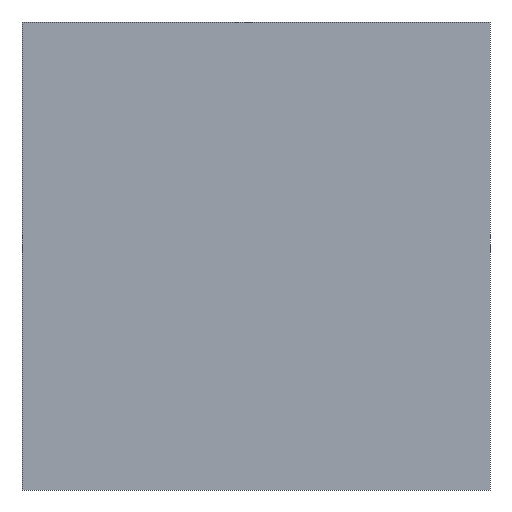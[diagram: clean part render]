
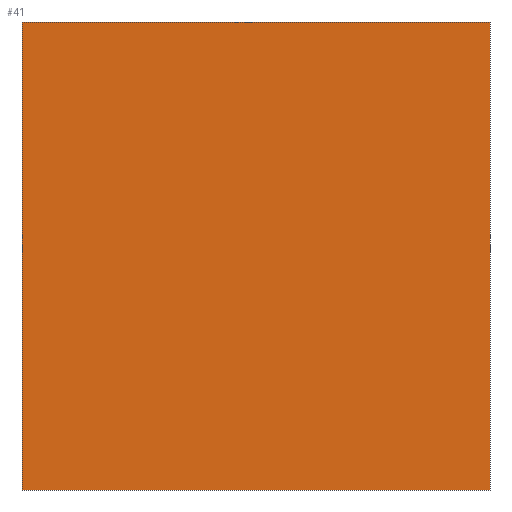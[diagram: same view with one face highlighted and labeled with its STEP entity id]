
A CAD part, front view. The second image highlights one B-rep face of the part: STEP entity #41.
In plain terms, the highlighted planar face has unit normal (0, -1, 0).
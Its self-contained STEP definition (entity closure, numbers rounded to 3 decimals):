
#3 = CARTESIAN_POINT ( 'NONE',  ( 0., 0., -609.6 ) ) ;
#4 = EDGE_CURVE ( 'NONE', #145, #231, #153, .T. ) ;
#8 = EDGE_LOOP ( 'NONE', ( #187, #185, #226, #210 ) ) ;
#22 = DIRECTION ( 'NONE',  ( 0., 0., -1. ) ) ;
#31 = CARTESIAN_POINT ( 'NONE',  ( 0., 0., 0. ) ) ;
#32 = DIRECTION ( 'NONE',  ( 0., 0., 1. ) ) ;
#34 = EDGE_CURVE ( 'NONE', #94, #275, #99, .T. ) ;
#41 = ADVANCED_FACE ( 'NONE', ( #236 ), #217, .T. ) ;
#59 = CARTESIAN_POINT ( 'NONE',  ( 609.6, 0., -609.6 ) ) ;
#66 = AXIS2_PLACEMENT_3D ( 'NONE', #3, #194, #22 ) ;
#94 = VERTEX_POINT ( 'NONE', #232 ) ;
#99 = LINE ( 'NONE', #260, #121 ) ;
#113 = LINE ( 'NONE', #115, #131 ) ;
#115 = CARTESIAN_POINT ( 'NONE',  ( 0., 0., 0. ) ) ;
#121 = VECTOR ( 'NONE', #257, 1000. ) ;
#131 = VECTOR ( 'NONE', #158, 1000. ) ;
#145 = VERTEX_POINT ( 'NONE', #59 ) ;
#148 = CARTESIAN_POINT ( 'NONE',  ( 0., 0., -609.6 ) ) ;
#153 = LINE ( 'NONE', #245, #157 ) ;
#157 = VECTOR ( 'NONE', #32, 1000. ) ;
#158 = DIRECTION ( 'NONE',  ( 1., 0., 0. ) ) ;
#173 = EDGE_CURVE ( 'NONE', #275, #231, #113, .T. ) ;
#185 = ORIENTED_EDGE ( 'NONE', *, *, #34, .F. ) ;
#187 = ORIENTED_EDGE ( 'NONE', *, *, #173, .F. ) ;
#194 = DIRECTION ( 'NONE',  ( 0., -1., 0. ) ) ;
#202 = LINE ( 'NONE', #148, #295 ) ;
#210 = ORIENTED_EDGE ( 'NONE', *, *, #4, .T. ) ;
#214 = EDGE_CURVE ( 'NONE', #94, #145, #202, .T. ) ;
#217 = PLANE ( 'NONE',  #66 ) ;
#226 = ORIENTED_EDGE ( 'NONE', *, *, #214, .T. ) ;
#231 = VERTEX_POINT ( 'NONE', #240 ) ;
#232 = CARTESIAN_POINT ( 'NONE',  ( 0., 0., -609.6 ) ) ;
#236 = FACE_OUTER_BOUND ( 'NONE', #8, .T. ) ;
#240 = CARTESIAN_POINT ( 'NONE',  ( 609.6, 0., 0. ) ) ;
#245 = CARTESIAN_POINT ( 'NONE',  ( 609.6, 0., -609.6 ) ) ;
#257 = DIRECTION ( 'NONE',  ( 0., 0., 1. ) ) ;
#260 = CARTESIAN_POINT ( 'NONE',  ( 0., 0., -609.6 ) ) ;
#275 = VERTEX_POINT ( 'NONE', #31 ) ;
#286 = DIRECTION ( 'NONE',  ( 1., 0., 0. ) ) ;
#295 = VECTOR ( 'NONE', #286, 1000. ) ;
